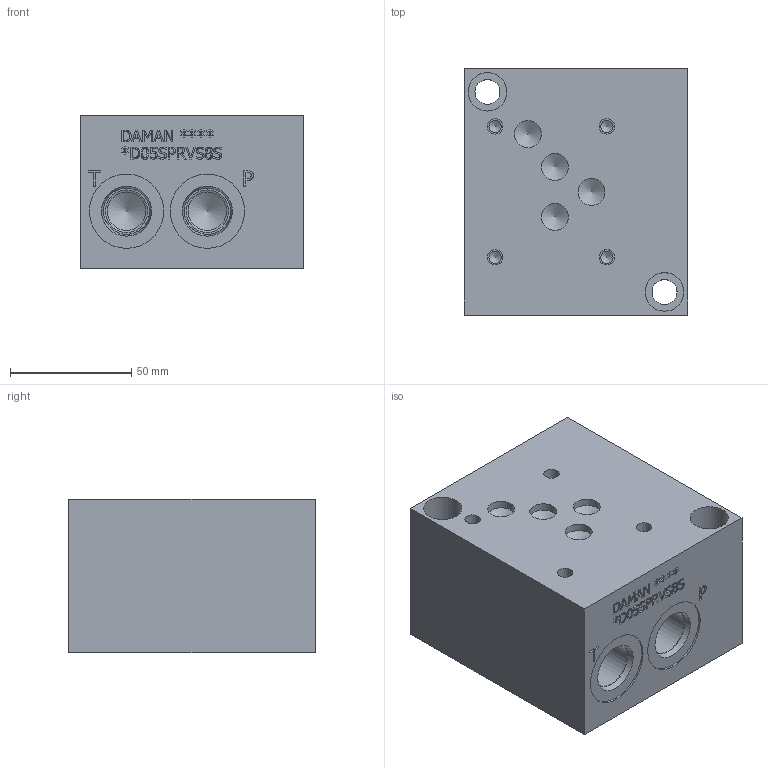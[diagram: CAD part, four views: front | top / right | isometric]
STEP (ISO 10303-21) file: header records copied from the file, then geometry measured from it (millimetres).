
FILE_DESCRIPTION(/* description */ (''),/* implementation_level */ '2;1');
FILE_NAME(/* name */ '_D05SPRVS8S.stp',/* time_stamp */ '2020-03-18T14:50:26-04:00',/* author */ ('alexanderw'),/* organization */ (''),/* preprocessor_version */ 'ST-DEVELOPER v17',/* originating_system */ 'Autodesk Inventor 2019',/* authorisation */ '');
FILE_SCHEMA (('AUTOMOTIVE_DESIGN { 1 0 10303 214 3 1 1 }'));
Length unit declared in the file: millimetre
Products named in the file (1): Part_AD05SPRVS8S_3D
Bounding box: 92.08 x 101.6 x 63.5 mm (x, y, z)
Volume: 517201.3 mm3; surface area: 61854 mm2
Topology: 1 solids, 1 shells, 563 faces, 1543 edges, 1039 vertices
Faces by surface type: plane 313, bspline 153, cylinder 58, cone 39
Full cylindrical faces by diameter (mm): 5.105 x4, 6.35 x4, 10.312 x2, 11.125 x6, 13.487 x1, 15.875 x7, 17.45 x1, 17.501 x5, 18.542 x1, 19.05 x6, 19.253 x6, 19.99 x1, 20.625 x1, 21.819 x1, 30.632 x4
Entity records: 19111 total; most frequent: CARTESIAN_POINT 5238, ORIENTED_EDGE 3058, DIRECTION 2228, EDGE_CURVE 1529, VERTEX_POINT 1039, LINE 1000, VECTOR 1000, EDGE_LOOP 640
